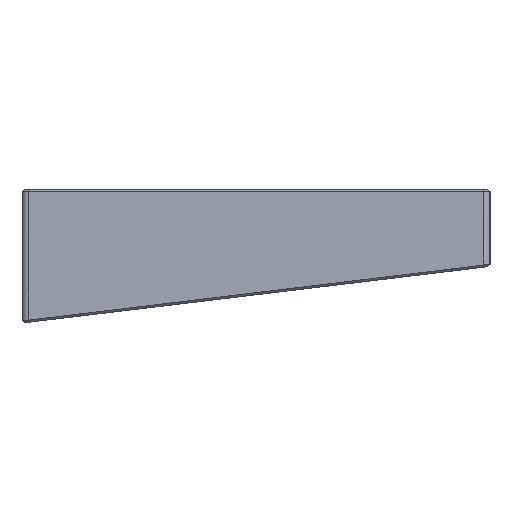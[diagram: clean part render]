
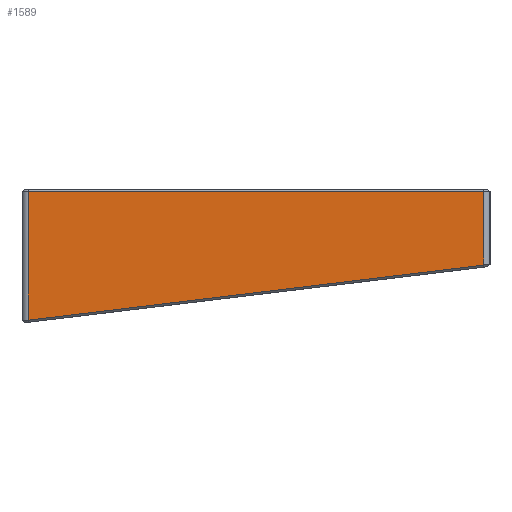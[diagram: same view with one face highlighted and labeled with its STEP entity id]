
A CAD part, left-side view. The second image highlights one B-rep face of the part: STEP entity #1589.
In plain terms, the highlighted planar face has unit normal (-1, 0, 0).
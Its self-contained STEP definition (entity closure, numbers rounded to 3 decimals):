
#32=B_SPLINE_CURVE_WITH_KNOTS('',3,(#2387,#2388,#2389,#2390),
 .UNSPECIFIED.,.F.,.F.,(4,4),(1.531,1.571),
 .UNSPECIFIED.);
#88=PLANE('',#1695);
#137=FACE_OUTER_BOUND('',#233,.T.);
#233=EDGE_LOOP('',(#1131,#1132,#1133,#1134,#1135));
#417=LINE('',#2366,#565);
#422=LINE('',#2376,#570);
#423=LINE('',#2384,#571);
#424=LINE('',#2386,#572);
#565=VECTOR('',#1889,10.);
#570=VECTOR('',#1898,10.);
#571=VECTOR('',#1901,10.);
#572=VECTOR('',#1902,10.);
#701=VERTEX_POINT('',#2324);
#714=VERTEX_POINT('',#2361);
#717=VERTEX_POINT('',#2375);
#718=VERTEX_POINT('',#2383);
#719=VERTEX_POINT('',#2385);
#873=EDGE_CURVE('',#701,#714,#417,.T.);
#878=EDGE_CURVE('',#714,#717,#422,.T.);
#880=EDGE_CURVE('',#718,#701,#423,.T.);
#881=EDGE_CURVE('',#719,#718,#424,.T.);
#882=EDGE_CURVE('',#717,#719,#32,.T.);
#1131=ORIENTED_EDGE('',*,*,#873,.F.);
#1132=ORIENTED_EDGE('',*,*,#880,.F.);
#1133=ORIENTED_EDGE('',*,*,#881,.F.);
#1134=ORIENTED_EDGE('',*,*,#882,.F.);
#1135=ORIENTED_EDGE('',*,*,#878,.F.);
#1589=ADVANCED_FACE('',(#137),#88,.F.);
#1695=AXIS2_PLACEMENT_3D('',#2382,#1899,#1900);
#1889=DIRECTION('',(0.,-1.,0.));
#1898=DIRECTION('',(0.,0.,-1.));
#1899=DIRECTION('center_axis',(1.,0.,0.));
#1900=DIRECTION('ref_axis',(0.,0.,-1.));
#1901=DIRECTION('',(0.,0.,1.));
#1902=DIRECTION('',(0.,0.993,-0.12));
#2324=CARTESIAN_POINT('',(-146.85,54.1,29.647));
#2361=CARTESIAN_POINT('',(-146.85,-53.6,29.647));
#2366=CARTESIAN_POINT('',(-146.85,-25.8,29.647));
#2375=CARTESIAN_POINT('',(-146.85,-53.6,12.197));
#2376=CARTESIAN_POINT('',(-146.85,-53.6,10.431));
#2382=CARTESIAN_POINT('Origin',(-146.85,0.,-0.002));
#2383=CARTESIAN_POINT('',(-146.85,54.1,-0.836));
#2384=CARTESIAN_POINT('',(-146.85,54.1,7.536));
#2385=CARTESIAN_POINT('',(-146.85,-53.54,12.19));
#2386=CARTESIAN_POINT('',(-146.85,21.796,3.073));
#2387=CARTESIAN_POINT('Ctrl Pts',(-146.85,-53.6,12.197));
#2388=CARTESIAN_POINT('Ctrl Pts',(-146.85,-53.58,12.194));
#2389=CARTESIAN_POINT('Ctrl Pts',(-146.85,-53.56,12.192));
#2390=CARTESIAN_POINT('Ctrl Pts',(-146.85,-53.54,12.19));
